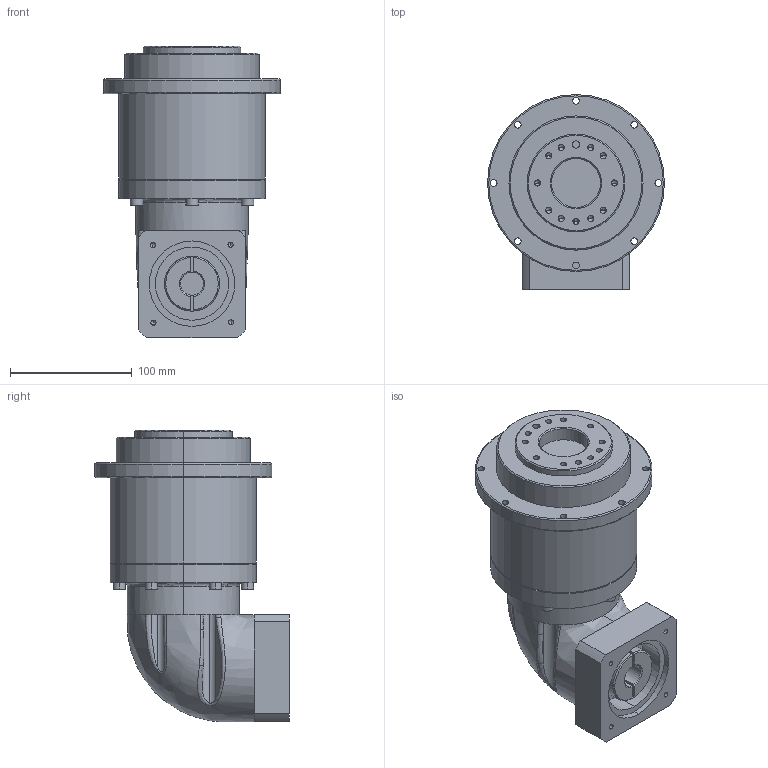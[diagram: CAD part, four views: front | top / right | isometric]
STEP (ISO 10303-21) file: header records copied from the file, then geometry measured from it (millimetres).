
FILE_DESCRIPTION (( 'STEP AP203' ), '1' );
FILE_NAME ('EVT110-L3-19-70-90.STEP', '2022-06-15T08:45:54', ( 'PC' ), ( 'Microsoft' ), 'SwSTEP 2.0', 'SolidWorks 2016', '' );
FILE_SCHEMA (( 'CONFIG_CONTROL_DESIGN' ));
Length unit declared in the file: millimetre
Products named in the file (1): EVT110-L3-19-70-90
Bounding box: 145 x 159.3 x 239.3 mm (x, y, z)
Volume: 2239688 mm3; surface area: 144116.3 mm2
Topology: 1 solids, 1 shells, 250 faces, 628 edges, 381 vertices
Faces by surface type: cylinder 92, plane 84, cone 42, torus 18, bspline 14
Entity records: 10213 total; most frequent: CARTESIAN_POINT 4270, DIRECTION 1248, ORIENTED_EDGE 1196, EDGE_CURVE 598, AXIS2_PLACEMENT_3D 489, VERTEX_POINT 381, EDGE_LOOP 297, LINE 270
